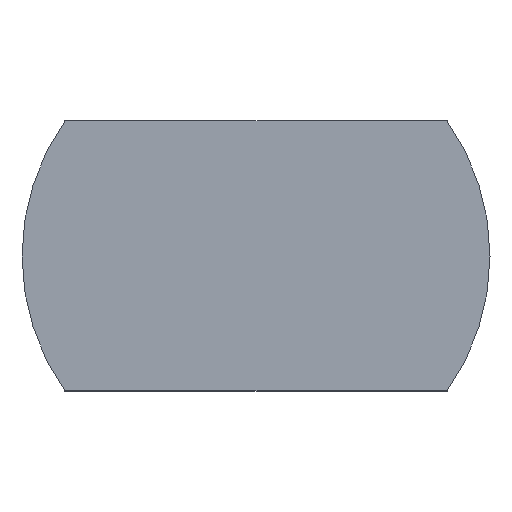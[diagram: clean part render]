
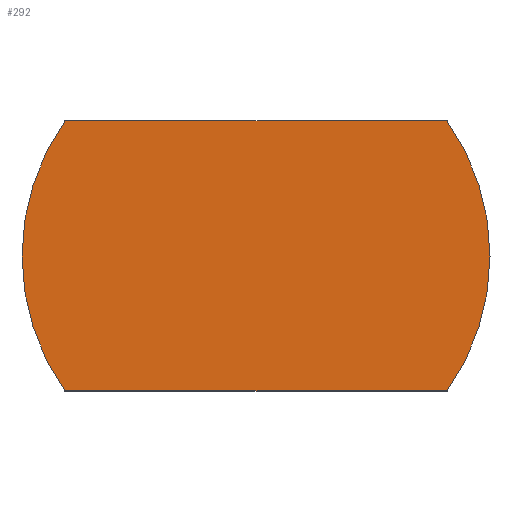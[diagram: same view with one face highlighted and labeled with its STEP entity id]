
A CAD part, front view. The second image highlights one B-rep face of the part: STEP entity #292.
In plain terms, the highlighted face is planar.
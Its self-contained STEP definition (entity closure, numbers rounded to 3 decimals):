
#85=PLANE('',#312);
#100=VECTOR('',#746,1.);
#101=VECTOR('',#749,1.);
#113=LINE('',#437,#100);
#114=LINE('',#442,#101);
#125=CIRCLE('',#310,2.6);
#127=CIRCLE('',#313,2.6);
#141=VERTEX_POINT('',#430);
#142=VERTEX_POINT('',#432);
#144=VERTEX_POINT('',#438);
#145=VERTEX_POINT('',#439);
#146=VERTEX_POINT('',#441);
#165=EDGE_CURVE('',#141,#142,#125,.T.);
#168=EDGE_CURVE('',#144,#145,#113,.T.);
#169=EDGE_CURVE('',#146,#144,#127,.T.);
#170=EDGE_CURVE('',#142,#146,#114,.T.);
#171=EDGE_CURVE('',#145,#141,#125,.T.);
#200=ORIENTED_EDGE('',*,*,#168,.F.);
#201=ORIENTED_EDGE('',*,*,#169,.F.);
#202=ORIENTED_EDGE('',*,*,#170,.F.);
#203=ORIENTED_EDGE('',*,*,#165,.F.);
#204=ORIENTED_EDGE('',*,*,#171,.F.);
#258=EDGE_LOOP('',(#200,#201,#202,#203,#204));
#275=FACE_BOUND('',#258,.T.);
#292=ADVANCED_FACE('',(#275),#85,.F.);
#310=AXIS2_PLACEMENT_3D('',#431,#740,#741);
#312=AXIS2_PLACEMENT_3D('',#436,#745,$);
#313=AXIS2_PLACEMENT_3D('',#440,#747,#748);
#430=CARTESIAN_POINT('',(54.405,-2.78,56.27));
#431=CARTESIAN_POINT('',(54.405,-2.78,53.67));
#432=CARTESIAN_POINT('',(52.905,-2.78,55.794));
#436=CARTESIAN_POINT('',(55.705,-2.78,53.67));
#437=CARTESIAN_POINT('',(55.905,-2.78,51.546));
#438=CARTESIAN_POINT('',(55.905,-2.78,51.546));
#439=CARTESIAN_POINT('',(55.905,-2.78,55.794));
#440=CARTESIAN_POINT('',(54.405,-2.78,53.67));
#441=CARTESIAN_POINT('',(52.905,-2.78,51.546));
#442=CARTESIAN_POINT('',(52.905,-2.78,55.794));
#740=DIRECTION('',(0.,-1.,0.));
#741=DIRECTION('',(0.,0.,2.6));
#745=DIRECTION('',(0.,-1.,0.));
#746=DIRECTION('',(0.,0.,1.));
#747=DIRECTION('',(0.,-1.,0.));
#748=DIRECTION('',(0.,0.,2.6));
#749=DIRECTION('',(0.,0.,-1.));
